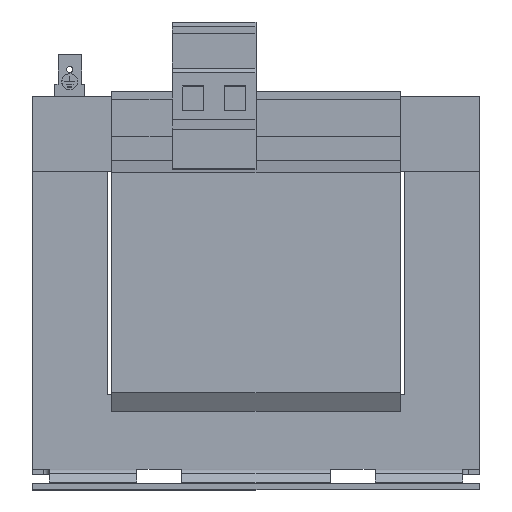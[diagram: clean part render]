
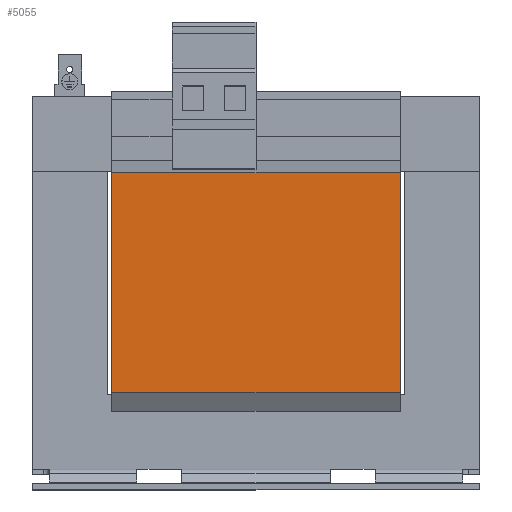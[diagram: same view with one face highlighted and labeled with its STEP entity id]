
A CAD part, top view. The second image highlights one B-rep face of the part: STEP entity #5055.
In plain terms, the highlighted planar face has unit normal (0, 0, 1).
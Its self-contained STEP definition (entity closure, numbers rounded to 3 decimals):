
#12 = CARTESIAN_POINT ( 'NONE',  ( 38.75, 29.5, 44.3 ) ) ;
#166 = CARTESIAN_POINT ( 'NONE',  ( -38.75, 29.5, 44.3 ) ) ;
#259 = ORIENTED_EDGE ( 'NONE', *, *, #1420, .F. ) ;
#458 = LINE ( 'NONE', #6188, #3554 ) ;
#750 = PLANE ( 'NONE',  #7748 ) ;
#807 = VERTEX_POINT ( 'NONE', #166 ) ;
#1085 = EDGE_CURVE ( 'Defeature ausgef�hrt1_73+Defeature ausgef�hrt1_72+Defeature ausgef�hrt1_39+Defeature ausgef�hrt1_40', #7203, #807, #458, .T. ) ;
#1290 = ORIENTED_EDGE ( 'NONE', *, *, #8219, .F. ) ;
#1323 = VERTEX_POINT ( 'NONE', #3608 ) ;
#1420 = EDGE_CURVE ( 'Defeature ausgef�hrt1_39+Defeature ausgef�hrt1_73+Defeature ausgef�hrt1_72+Defeature ausgef�hrt1_46', #7203, #6325, #4086, .T. ) ;
#1593 = CARTESIAN_POINT ( 'NONE',  ( 38.75, 27.25, 44.3 ) ) ;
#1817 = FACE_OUTER_BOUND ( 'NONE', #6374, .T. ) ;
#1890 = CARTESIAN_POINT ( 'NONE',  ( 38.75, -29.5, 44.3 ) ) ;
#2121 = LINE ( 'NONE', #2433, #4167 ) ;
#2433 = CARTESIAN_POINT ( 'NONE',  ( -38.75, 29.5, 44.3 ) ) ;
#3135 = DIRECTION ( 'NONE',  ( 0., -1., 0. ) ) ;
#3310 = CARTESIAN_POINT ( 'NONE',  ( 38.75, -29.5, 44.3 ) ) ;
#3554 = VECTOR ( 'NONE', #8825, 1000. ) ;
#3575 = CARTESIAN_POINT ( 'NONE',  ( 38.75, 29.5, 44.3 ) ) ;
#3577 = ORIENTED_EDGE ( 'NONE', *, *, #5231, .T. ) ;
#3608 = CARTESIAN_POINT ( 'NONE',  ( -38.75, -29.5, 44.3 ) ) ;
#4086 = LINE ( 'NONE', #1593, #6791 ) ;
#4167 = VECTOR ( 'NONE', #3135, 1000. ) ;
#4177 = DIRECTION ( 'NONE',  ( 0., 0., -1. ) ) ;
#4821 = DIRECTION ( 'NONE',  ( -1., 0., 0. ) ) ;
#4875 = ORIENTED_EDGE ( 'NONE', *, *, #1085, .T. ) ;
#5055 = ADVANCED_FACE ( 'Defeature ausgef�hrt1_73', ( #1817 ), #750, .F. ) ;
#5231 = EDGE_CURVE ( 'Defeature ausgef�hrt1_73+Defeature ausgef�hrt1_40+Defeature ausgef�hrt1_72+Defeature ausgef�hrt1_46', #807, #1323, #2121, .T. ) ;
#6188 = CARTESIAN_POINT ( 'NONE',  ( 38.75, 29.5, 44.3 ) ) ;
#6325 = VERTEX_POINT ( 'NONE', #1890 ) ;
#6374 = EDGE_LOOP ( 'NONE', ( #3577, #1290, #259, #4875 ) ) ;
#6791 = VECTOR ( 'NONE', #7067, 1000. ) ;
#7067 = DIRECTION ( 'NONE',  ( 0., -1., 0. ) ) ;
#7203 = VERTEX_POINT ( 'NONE', #3575 ) ;
#7748 = AXIS2_PLACEMENT_3D ( 'NONE', #12, #4177, #4821 ) ;
#7965 = LINE ( 'NONE', #3310, #8283 ) ;
#8219 = EDGE_CURVE ( 'Defeature ausgef�hrt1_46+Defeature ausgef�hrt1_73+Defeature ausgef�hrt1_39+Defeature ausgef�hrt1_40', #6325, #1323, #7965, .T. ) ;
#8283 = VECTOR ( 'NONE', #8751, 1000. ) ;
#8751 = DIRECTION ( 'NONE',  ( -1., 0., 0. ) ) ;
#8825 = DIRECTION ( 'NONE',  ( -1., 0., 0. ) ) ;
